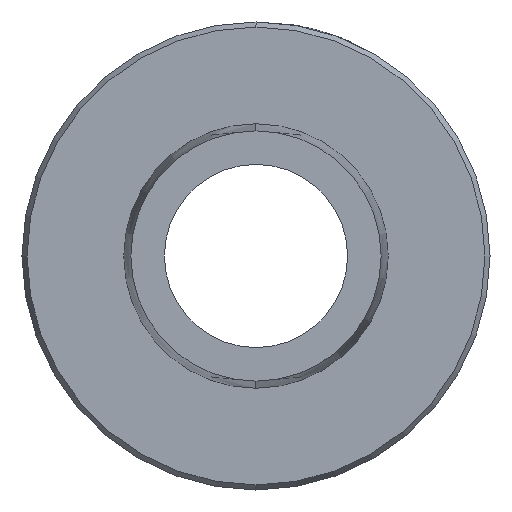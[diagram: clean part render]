
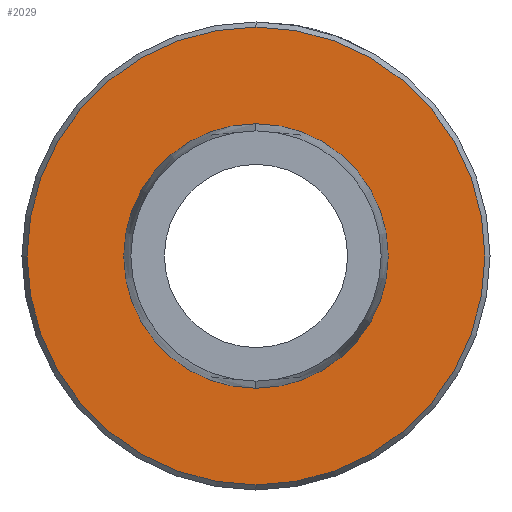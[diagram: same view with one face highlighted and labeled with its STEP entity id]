
A CAD part, left-side view. The second image highlights one B-rep face of the part: STEP entity #2029.
In plain terms, the highlighted planar face has unit normal (-1, 0, 0).
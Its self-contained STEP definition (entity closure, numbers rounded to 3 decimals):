
#29 = AXIS2_PLACEMENT_3D ( 'NONE', #4295, #4625, #2903 ) ;
#57 = ORIENTED_EDGE ( 'NONE', *, *, #501, .F. ) ;
#179 = CARTESIAN_POINT ( 'NONE',  ( 10., 0., 6.5 ) ) ;
#202 = AXIS2_PLACEMENT_3D ( 'NONE', #1091, #1441, #3503 ) ;
#252 = VERTEX_POINT ( 'NONE', #179 ) ;
#366 = VERTEX_POINT ( 'NONE', #523 ) ;
#501 = EDGE_CURVE ( 'NONE', #252, #366, #4060, .T. ) ;
#523 = CARTESIAN_POINT ( 'NONE',  ( 10., 0., -6.5 ) ) ;
#629 = EDGE_CURVE ( 'NONE', #366, #252, #869, .T. ) ;
#630 = VERTEX_POINT ( 'NONE', #1433 ) ;
#635 = AXIS2_PLACEMENT_3D ( 'NONE', #3900, #1699, #1042 ) ;
#642 = DIRECTION ( 'NONE',  ( -1., 0., 0. ) ) ;
#656 = CIRCLE ( 'NONE', #202, 11.25 ) ;
#775 = VERTEX_POINT ( 'NONE', #2908 ) ;
#792 = AXIS2_PLACEMENT_3D ( 'NONE', #2765, #4160, #990 ) ;
#869 = CIRCLE ( 'NONE', #29, 6.5 ) ;
#990 = DIRECTION ( 'NONE',  ( 0., 0., -1. ) ) ;
#1018 = DIRECTION ( 'NONE',  ( 0., 0., -1. ) ) ;
#1042 = DIRECTION ( 'NONE',  ( 0., 0., 1. ) ) ;
#1091 = CARTESIAN_POINT ( 'NONE',  ( 10., 0., 0. ) ) ;
#1340 = FACE_BOUND ( 'NONE', #2476, .T. ) ;
#1433 = CARTESIAN_POINT ( 'NONE',  ( 10., 0., 11.25 ) ) ;
#1441 = DIRECTION ( 'NONE',  ( -1., 0., 0. ) ) ;
#1699 = DIRECTION ( 'NONE',  ( -1., 0., 0. ) ) ;
#2029 = ADVANCED_FACE ( 'NONE', ( #4553, #1340 ), #3807, .F. ) ;
#2442 = AXIS2_PLACEMENT_3D ( 'NONE', #3834, #642, #1018 ) ;
#2476 = EDGE_LOOP ( 'NONE', ( #57, #2961 ) ) ;
#2765 = CARTESIAN_POINT ( 'NONE',  ( 10., 0., 0. ) ) ;
#2903 = DIRECTION ( 'NONE',  ( 0., 0., 1. ) ) ;
#2908 = CARTESIAN_POINT ( 'NONE',  ( 10., 0., -11.25 ) ) ;
#2961 = ORIENTED_EDGE ( 'NONE', *, *, #629, .F. ) ;
#3164 = EDGE_CURVE ( 'NONE', #775, #630, #4526, .T. ) ;
#3366 = EDGE_LOOP ( 'NONE', ( #3931, #3842 ) ) ;
#3503 = DIRECTION ( 'NONE',  ( 0., 0., -1. ) ) ;
#3807 = PLANE ( 'NONE',  #792 ) ;
#3834 = CARTESIAN_POINT ( 'NONE',  ( 10., 0., 0. ) ) ;
#3842 = ORIENTED_EDGE ( 'NONE', *, *, #3847, .T. ) ;
#3847 = EDGE_CURVE ( 'NONE', #630, #775, #656, .T. ) ;
#3900 = CARTESIAN_POINT ( 'NONE',  ( 10., 0., 0. ) ) ;
#3931 = ORIENTED_EDGE ( 'NONE', *, *, #3164, .T. ) ;
#4060 = CIRCLE ( 'NONE', #635, 6.5 ) ;
#4160 = DIRECTION ( 'NONE',  ( 1., 0., 0. ) ) ;
#4295 = CARTESIAN_POINT ( 'NONE',  ( 10., 0., 0. ) ) ;
#4526 = CIRCLE ( 'NONE', #2442, 11.25 ) ;
#4553 = FACE_OUTER_BOUND ( 'NONE', #3366, .T. ) ;
#4625 = DIRECTION ( 'NONE',  ( -1., 0., 0. ) ) ;
